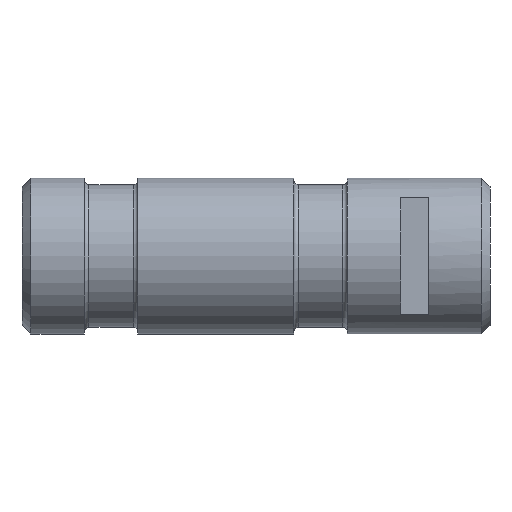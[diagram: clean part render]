
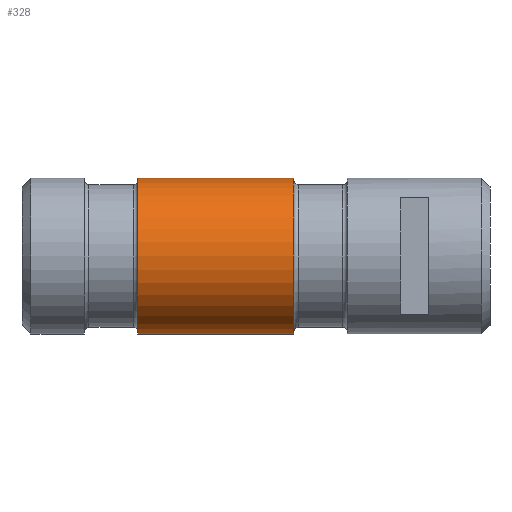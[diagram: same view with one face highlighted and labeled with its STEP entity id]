
A CAD part, left-side view. The second image highlights one B-rep face of the part: STEP entity #328.
In plain terms, the highlighted cylindrical face has radius 17.5 mm (diameter 35 mm), a full revolution.
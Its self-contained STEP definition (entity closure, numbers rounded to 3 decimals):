
#328 = ADVANCED_FACE( '', ( #646, #647 ), #648, .T. );
#646 = FACE_OUTER_BOUND( '', #1247, .T. );
#647 = FACE_OUTER_BOUND( '', #1248, .T. );
#648 = CYLINDRICAL_SURFACE( '', #1249, 17.5 );
#1247 = EDGE_LOOP( '', ( #2182 ) );
#1248 = EDGE_LOOP( '', ( #2183 ) );
#1249 = AXIS2_PLACEMENT_3D( '', #2184, #2185, #2186 );
#2182 = ORIENTED_EDGE( '', *, *, #2344, .T. );
#2183 = ORIENTED_EDGE( '', *, *, #2534, .F. );
#2184 = CARTESIAN_POINT( '', ( 0., 105., 0. ) );
#2185 = DIRECTION( '', ( 0., 1., 0. ) );
#2186 = DIRECTION( '', ( 0., 0., -1. ) );
#2344 = EDGE_CURVE( '', #2634, #2634, #2635, .T. );
#2534 = EDGE_CURVE( '', #2916, #2916, #2917, .T. );
#2634 = VERTEX_POINT( '', #3089 );
#2635 = CIRCLE( '', #3090, 17.5 );
#2916 = VERTEX_POINT( '', #4340 );
#2917 = CIRCLE( '', #4341, 17.5 );
#3089 = CARTESIAN_POINT( '', ( -17.5, 79., 0. ) );
#3090 = AXIS2_PLACEMENT_3D( '', #4607, #4608, #4609 );
#4340 = CARTESIAN_POINT( '', ( -17.5, 44., 0. ) );
#4341 = AXIS2_PLACEMENT_3D( '', #4651, #4652, #4653 );
#4607 = CARTESIAN_POINT( '', ( 0., 79., 0. ) );
#4608 = DIRECTION( '', ( 0., -1., 0. ) );
#4609 = DIRECTION( '', ( -1., 0., 0. ) );
#4651 = CARTESIAN_POINT( '', ( 0., 44., 0. ) );
#4652 = DIRECTION( '', ( 0., -1., 0. ) );
#4653 = DIRECTION( '', ( -1., 0., 0. ) );
